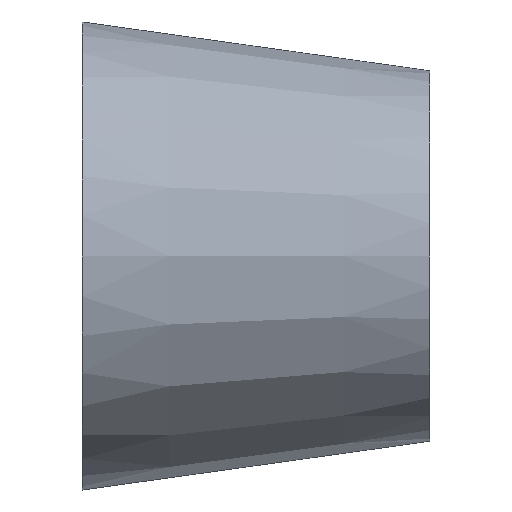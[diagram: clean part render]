
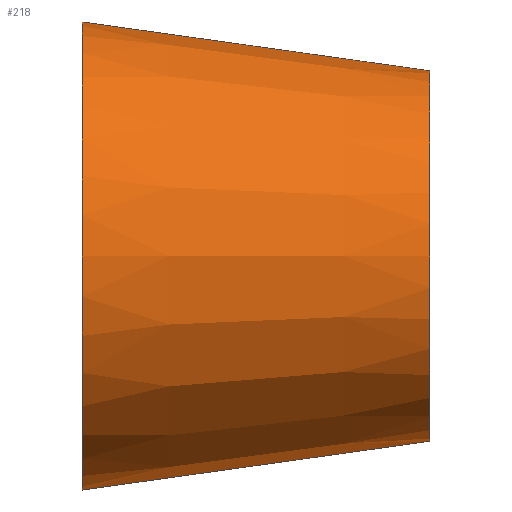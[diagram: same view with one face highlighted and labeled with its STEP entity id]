
A CAD part, front view. The second image highlights one B-rep face of the part: STEP entity #218.
In plain terms, the highlighted conical face has half-angle 7.97 degrees and reference radius 10.65 mm.
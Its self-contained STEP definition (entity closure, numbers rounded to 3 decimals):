
#9 = AXIS2_PLACEMENT_3D ( 'NONE', #168, #239, #208 ) ;
#11 = VECTOR ( 'NONE', #117, 1000. ) ;
#13 = CARTESIAN_POINT ( 'NONE',  ( 20., 0., -10.65 ) ) ;
#26 = VERTEX_POINT ( 'NONE', #95 ) ;
#36 = CARTESIAN_POINT ( 'NONE',  ( 20., 0., 10.65 ) ) ;
#45 = EDGE_CURVE ( 'NONE', #109, #237, #85, .T. ) ;
#53 = EDGE_CURVE ( 'NONE', #136, #26, #248, .T. ) ;
#55 = LINE ( 'NONE', #13, #91 ) ;
#66 = ORIENTED_EDGE ( 'NONE', *, *, #45, .F. ) ;
#72 = CARTESIAN_POINT ( 'NONE',  ( 0., 0., 0. ) ) ;
#81 = AXIS2_PLACEMENT_3D ( 'NONE', #160, #176, #123 ) ;
#82 = FACE_OUTER_BOUND ( 'NONE', #149, .T. ) ;
#85 = CIRCLE ( 'NONE', #9, 10.65 ) ;
#91 = VECTOR ( 'NONE', #223, 1000. ) ;
#93 = ORIENTED_EDGE ( 'NONE', *, *, #151, .T. ) ;
#95 = CARTESIAN_POINT ( 'NONE',  ( 0., 0., -13.45 ) ) ;
#102 = ORIENTED_EDGE ( 'NONE', *, *, #53, .T. ) ;
#109 = VERTEX_POINT ( 'NONE', #192 ) ;
#117 = DIRECTION ( 'NONE',  ( -0.99, 0., 0.139 ) ) ;
#123 = DIRECTION ( 'NONE',  ( 0., 0., 1. ) ) ;
#125 = EDGE_CURVE ( 'NONE', #237, #26, #55, .T. ) ;
#133 = LINE ( 'NONE', #36, #11 ) ;
#136 = VERTEX_POINT ( 'NONE', #240 ) ;
#146 = CARTESIAN_POINT ( 'NONE',  ( 20., 0., -10.65 ) ) ;
#149 = EDGE_LOOP ( 'NONE', ( #221, #66, #93, #102 ) ) ;
#151 = EDGE_CURVE ( 'NONE', #109, #136, #133, .T. ) ;
#160 = CARTESIAN_POINT ( 'NONE',  ( 20., 0., 0. ) ) ;
#168 = CARTESIAN_POINT ( 'NONE',  ( 20., 0., 0. ) ) ;
#176 = DIRECTION ( 'NONE',  ( -1., 0., 0. ) ) ;
#179 = AXIS2_PLACEMENT_3D ( 'NONE', #72, #194, #219 ) ;
#190 = CONICAL_SURFACE ( 'NONE', #81, 10.65, 0.139 ) ;
#192 = CARTESIAN_POINT ( 'NONE',  ( 20., 0., 10.65 ) ) ;
#194 = DIRECTION ( 'NONE',  ( 1., 0., 0. ) ) ;
#208 = DIRECTION ( 'NONE',  ( 0., 0., -1. ) ) ;
#218 = ADVANCED_FACE ( 'NONE', ( #82 ), #190, .T. ) ;
#219 = DIRECTION ( 'NONE',  ( 0., 0., -1. ) ) ;
#221 = ORIENTED_EDGE ( 'NONE', *, *, #125, .F. ) ;
#223 = DIRECTION ( 'NONE',  ( -0.99, 0., -0.139 ) ) ;
#237 = VERTEX_POINT ( 'NONE', #146 ) ;
#239 = DIRECTION ( 'NONE',  ( 1., 0., 0. ) ) ;
#240 = CARTESIAN_POINT ( 'NONE',  ( 0., 0., 13.45 ) ) ;
#248 = CIRCLE ( 'NONE', #179, 13.45 ) ;
